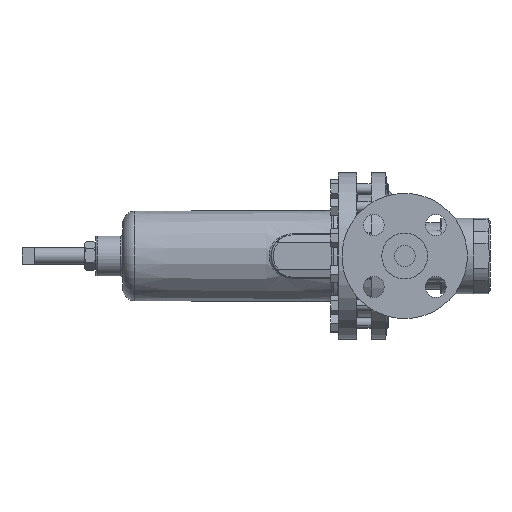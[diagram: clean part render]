
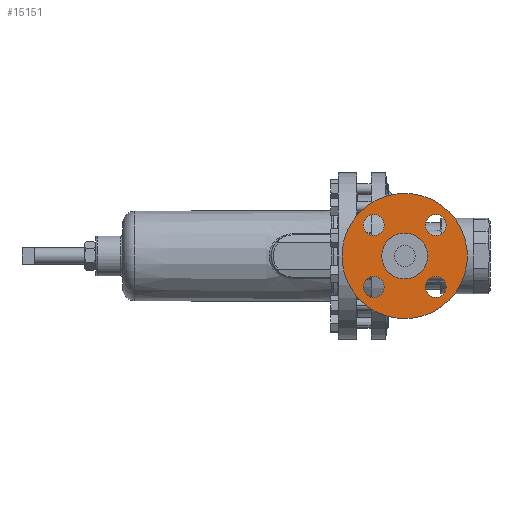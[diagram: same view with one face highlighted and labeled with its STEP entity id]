
A CAD part, left-side view. The second image highlights one B-rep face of the part: STEP entity #15151.
In plain terms, the highlighted planar face has unit normal (-1, 0, 0).
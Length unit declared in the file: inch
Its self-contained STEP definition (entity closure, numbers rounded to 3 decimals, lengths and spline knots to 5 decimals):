
#156 = ORIENTED_EDGE ( 'NONE', *, *, #14890, .F. ) ;
#226 = AXIS2_PLACEMENT_3D ( 'NONE', #6521, #15604, #7769 ) ;
#665 = ORIENTED_EDGE ( 'NONE', *, *, #4146, .F. ) ;
#741 = AXIS2_PLACEMENT_3D ( 'NONE', #13346, #5623, #14679 ) ;
#864 = EDGE_LOOP ( 'NONE', ( #4346, #10399 ) ) ;
#879 = FACE_BOUND ( 'NONE', #14153, .T. ) ;
#1020 = ORIENTED_EDGE ( 'NONE', *, *, #2232, .T. ) ;
#1214 = CIRCLE ( 'NONE', #13414, 0.3125 ) ;
#1251 = DIRECTION ( 'NONE',  ( 0., 0.707, 0.707 ) ) ;
#1578 = DIRECTION ( 'NONE',  ( 0., 0.707, 0.707 ) ) ;
#1909 = CARTESIAN_POINT ( 'NONE',  ( -2.88923, 3.81657, 4.89748 ) ) ;
#1992 = CIRCLE ( 'NONE', #15752, 0.3125 ) ;
#2041 = VERTEX_POINT ( 'NONE', #9173 ) ;
#2043 = AXIS2_PLACEMENT_3D ( 'NONE', #1909, #10896, #3207 ) ;
#2232 = EDGE_CURVE ( 'NONE', #13825, #2041, #14422, .T. ) ;
#2855 = AXIS2_PLACEMENT_3D ( 'NONE', #13165, #9241, #1578 ) ;
#3028 = EDGE_CURVE ( 'NONE', #11423, #6997, #4099, .T. ) ;
#3157 = CARTESIAN_POINT ( 'NONE',  ( -2.88923, 3.5956, 2.82389 ) ) ;
#3207 = DIRECTION ( 'NONE',  ( 0., 0.707, 0.707 ) ) ;
#3249 = ORIENTED_EDGE ( 'NONE', *, *, #15930, .F. ) ;
#3280 = VERTEX_POINT ( 'NONE', #3838 ) ;
#3288 = EDGE_LOOP ( 'NONE', ( #3769, #3249 ) ) ;
#3769 = ORIENTED_EDGE ( 'NONE', *, *, #6692, .F. ) ;
#3781 = DIRECTION ( 'NONE',  ( -1., 0., 0. ) ) ;
#3838 = CARTESIAN_POINT ( 'NONE',  ( -2.88923, 1.74298, 4.67651 ) ) ;
#3967 = CARTESIAN_POINT ( 'NONE',  ( -2.88923, 1.74298, 2.82389 ) ) ;
#4099 = CIRCLE ( 'NONE', #10812, 0.3125 ) ;
#4124 = VERTEX_POINT ( 'NONE', #15339 ) ;
#4146 = EDGE_CURVE ( 'NONE', #12820, #15784, #1214, .T. ) ;
#4263 = EDGE_LOOP ( 'NONE', ( #1020, #8655 ) ) ;
#4271 = CARTESIAN_POINT ( 'NONE',  ( -2.88923, 3.81657, 3.04486 ) ) ;
#4339 = FACE_BOUND ( 'NONE', #13163, .T. ) ;
#4346 = ORIENTED_EDGE ( 'NONE', *, *, #3028, .F. ) ;
#4636 = CARTESIAN_POINT ( 'NONE',  ( -2.88923, 2.40589, 3.4868 ) ) ;
#4769 = DIRECTION ( 'NONE',  ( 0., 0.707, 0.707 ) ) ;
#5075 = AXIS2_PLACEMENT_3D ( 'NONE', #5994, #10992, #4769 ) ;
#5623 = DIRECTION ( 'NONE',  ( -1., 0., 0. ) ) ;
#5656 = EDGE_LOOP ( 'NONE', ( #6169, #6247 ) ) ;
#5686 = VERTEX_POINT ( 'NONE', #4636 ) ;
#5790 = EDGE_CURVE ( 'NONE', #5686, #12258, #13109, .T. ) ;
#5953 = DIRECTION ( 'NONE',  ( -1., 0., 0. ) ) ;
#5994 = CARTESIAN_POINT ( 'NONE',  ( -2.88923, 2.89026, 3.97117 ) ) ;
#6093 = CARTESIAN_POINT ( 'NONE',  ( -2.88923, 3.81657, 3.04486 ) ) ;
#6111 = CARTESIAN_POINT ( 'NONE',  ( -2.88923, 2.89026, 3.97117 ) ) ;
#6169 = ORIENTED_EDGE ( 'NONE', *, *, #12611, .F. ) ;
#6224 = CARTESIAN_POINT ( 'NONE',  ( -2.88923, 1.96395, 3.04486 ) ) ;
#6247 = ORIENTED_EDGE ( 'NONE', *, *, #5790, .F. ) ;
#6358 = DIRECTION ( 'NONE',  ( 0., 0.707, 0.707 ) ) ;
#6369 = DIRECTION ( 'NONE',  ( -1., 0., 0. ) ) ;
#6521 = CARTESIAN_POINT ( 'NONE',  ( -2.88923, 2.89026, 3.97117 ) ) ;
#6692 = EDGE_CURVE ( 'NONE', #13405, #8737, #1992, .T. ) ;
#6772 = DIRECTION ( 'NONE',  ( -1., 0., 0. ) ) ;
#6889 = CIRCLE ( 'NONE', #10822, 0.3125 ) ;
#6997 = VERTEX_POINT ( 'NONE', #16114 ) ;
#7158 = ORIENTED_EDGE ( 'NONE', *, *, #11576, .F. ) ;
#7346 = DIRECTION ( 'NONE',  ( 0., 0.707, 0.707 ) ) ;
#7357 = DIRECTION ( 'NONE',  ( -1., 0., 0. ) ) ;
#7359 = DIRECTION ( 'NONE',  ( 0., 0.707, 0.707 ) ) ;
#7601 = CARTESIAN_POINT ( 'NONE',  ( -2.88923, 3.81657, 4.89748 ) ) ;
#7683 = FACE_BOUND ( 'NONE', #3288, .T. ) ;
#7769 = DIRECTION ( 'NONE',  ( 0., 0.707, 0.707 ) ) ;
#8489 = FACE_BOUND ( 'NONE', #864, .T. ) ;
#8655 = ORIENTED_EDGE ( 'NONE', *, *, #10747, .T. ) ;
#8737 = VERTEX_POINT ( 'NONE', #10912 ) ;
#9173 = CARTESIAN_POINT ( 'NONE',  ( -2.88923, 1.56443, 2.64535 ) ) ;
#9241 = DIRECTION ( 'NONE',  ( -1., 0., 0. ) ) ;
#9876 = ORIENTED_EDGE ( 'NONE', *, *, #13696, .F. ) ;
#9883 = AXIS2_PLACEMENT_3D ( 'NONE', #6111, #15162, #7359 ) ;
#10323 = AXIS2_PLACEMENT_3D ( 'NONE', #14134, #6369, #15443 ) ;
#10399 = ORIENTED_EDGE ( 'NONE', *, *, #13419, .F. ) ;
#10747 = EDGE_CURVE ( 'NONE', #2041, #13825, #16469, .T. ) ;
#10756 = FACE_BOUND ( 'NONE', #5656, .T. ) ;
#10812 = AXIS2_PLACEMENT_3D ( 'NONE', #7601, #3781, #6358 ) ;
#10822 = AXIS2_PLACEMENT_3D ( 'NONE', #6093, #15147, #7346 ) ;
#10871 = CARTESIAN_POINT ( 'NONE',  ( -2.88923, 3.5956, 4.67651 ) ) ;
#10896 = DIRECTION ( 'NONE',  ( -1., 0., 0. ) ) ;
#10912 = CARTESIAN_POINT ( 'NONE',  ( -2.88923, 4.03754, 3.26583 ) ) ;
#10992 = DIRECTION ( 'NONE',  ( -1., 0., 0. ) ) ;
#11236 = AXIS2_PLACEMENT_3D ( 'NONE', #13692, #5953, #15016 ) ;
#11324 = DIRECTION ( 'NONE',  ( -1., 0., 0. ) ) ;
#11423 = VERTEX_POINT ( 'NONE', #10871 ) ;
#11568 = CARTESIAN_POINT ( 'NONE',  ( -2.88923, 3.37463, 4.45554 ) ) ;
#11576 = EDGE_CURVE ( 'NONE', #3280, #4124, #13272, .T. ) ;
#11715 = CARTESIAN_POINT ( 'NONE',  ( -2.88923, 4.21608, 5.297 ) ) ;
#12013 = CIRCLE ( 'NONE', #10323, 0.3125 ) ;
#12152 = DIRECTION ( 'NONE',  ( 0., 0.707, 0.707 ) ) ;
#12258 = VERTEX_POINT ( 'NONE', #11568 ) ;
#12611 = EDGE_CURVE ( 'NONE', #12258, #5686, #14721, .T. ) ;
#12820 = VERTEX_POINT ( 'NONE', #3967 ) ;
#13109 = CIRCLE ( 'NONE', #5075, 0.685 ) ;
#13163 = EDGE_LOOP ( 'NONE', ( #7158, #9876 ) ) ;
#13165 = CARTESIAN_POINT ( 'NONE',  ( -2.88923, 3.37463, 3.4868 ) ) ;
#13272 = CIRCLE ( 'NONE', #14708, 0.3125 ) ;
#13346 = CARTESIAN_POINT ( 'NONE',  ( -2.88923, 2.89026, 3.97117 ) ) ;
#13405 = VERTEX_POINT ( 'NONE', #3157 ) ;
#13414 = AXIS2_PLACEMENT_3D ( 'NONE', #6224, #11324, #12152 ) ;
#13419 = EDGE_CURVE ( 'NONE', #6997, #11423, #14904, .T. ) ;
#13692 = CARTESIAN_POINT ( 'NONE',  ( -2.88923, 1.96395, 3.04486 ) ) ;
#13696 = EDGE_CURVE ( 'NONE', #4124, #3280, #12013, .T. ) ;
#13825 = VERTEX_POINT ( 'NONE', #11715 ) ;
#14134 = CARTESIAN_POINT ( 'NONE',  ( -2.88923, 1.96395, 4.89748 ) ) ;
#14153 = EDGE_LOOP ( 'NONE', ( #665, #156 ) ) ;
#14231 = FACE_OUTER_BOUND ( 'NONE', #4263, .T. ) ;
#14422 = CIRCLE ( 'NONE', #226, 1.875 ) ;
#14424 = PLANE ( 'NONE',  #2855 ) ;
#14679 = DIRECTION ( 'NONE',  ( 0., 0.707, 0.707 ) ) ;
#14708 = AXIS2_PLACEMENT_3D ( 'NONE', #15157, #7357, #16454 ) ;
#14721 = CIRCLE ( 'NONE', #9883, 0.685 ) ;
#14869 = CIRCLE ( 'NONE', #11236, 0.3125 ) ;
#14871 = CARTESIAN_POINT ( 'NONE',  ( -2.88923, 2.18492, 3.26583 ) ) ;
#14890 = EDGE_CURVE ( 'NONE', #15784, #12820, #14869, .T. ) ;
#14904 = CIRCLE ( 'NONE', #2043, 0.3125 ) ;
#15016 = DIRECTION ( 'NONE',  ( 0., 0.707, 0.707 ) ) ;
#15147 = DIRECTION ( 'NONE',  ( -1., 0., 0. ) ) ;
#15151 = ADVANCED_FACE ( 'NONE', ( #7683, #8489, #4339, #879, #14231, #10756 ), #14424, .T. ) ;
#15157 = CARTESIAN_POINT ( 'NONE',  ( -2.88923, 1.96395, 4.89748 ) ) ;
#15162 = DIRECTION ( 'NONE',  ( -1., 0., 0. ) ) ;
#15339 = CARTESIAN_POINT ( 'NONE',  ( -2.88923, 2.18492, 5.11845 ) ) ;
#15443 = DIRECTION ( 'NONE',  ( 0., 0.707, 0.707 ) ) ;
#15604 = DIRECTION ( 'NONE',  ( -1., 0., 0. ) ) ;
#15752 = AXIS2_PLACEMENT_3D ( 'NONE', #4271, #6772, #1251 ) ;
#15784 = VERTEX_POINT ( 'NONE', #14871 ) ;
#15930 = EDGE_CURVE ( 'NONE', #8737, #13405, #6889, .T. ) ;
#16114 = CARTESIAN_POINT ( 'NONE',  ( -2.88923, 4.03754, 5.11845 ) ) ;
#16454 = DIRECTION ( 'NONE',  ( 0., 0.707, 0.707 ) ) ;
#16469 = CIRCLE ( 'NONE', #741, 1.875 ) ;
